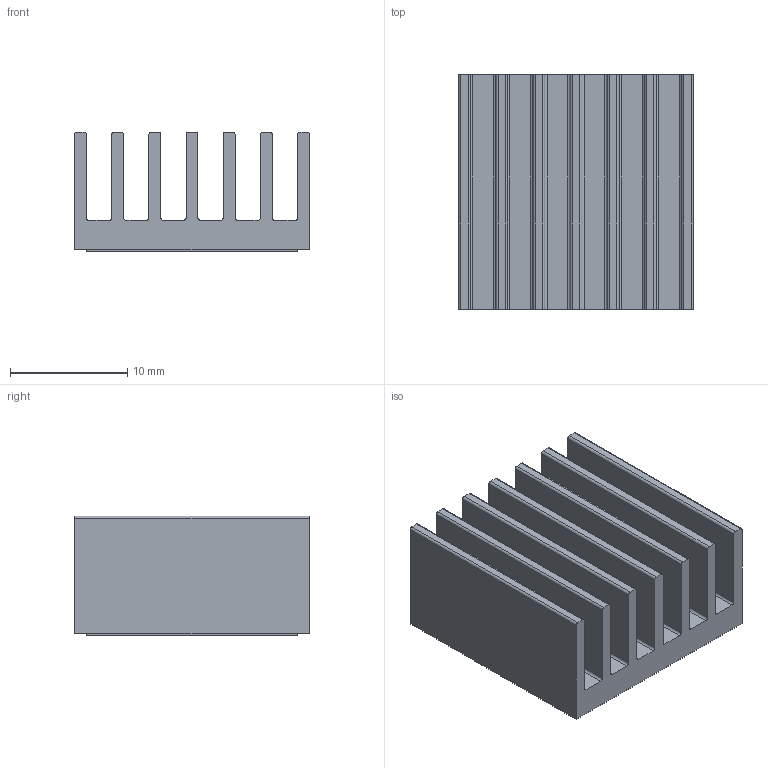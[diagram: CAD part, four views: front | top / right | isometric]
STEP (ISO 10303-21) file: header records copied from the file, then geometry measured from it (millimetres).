
FILE_DESCRIPTION((''),'2;1');
FILE_NAME('40905110102020_ASM','2025-12-15T14:37:02',('ITadmin'),(''),'CREO PARAMETRIC BY PTC INC, 2018050','CREO PARAMETRIC BY PTC INC, 2018050','');
FILE_SCHEMA(('CONFIG_CONTROL_DESIGN'));
Length unit declared in the file: millimetre
Products named in the file (4): 40905110102020-1126; 40905110102020-1127_ASM; PAD; 40905110102020_ASM
Assembly tree (3 placements, depth 3):
  40905110102020_ASM
    40905110102020-1127_ASM
      40905110102020-1126
    PAD
Bounding box: 20 x 20 x 10.2 mm (x, y, z)
Volume: 2114.5 mm3; surface area: 3822.7 mm2
Topology: 2 solids, 2 shells, 62 faces, 174 edges, 116 vertices
Faces by surface type: plane 36, cylinder 26
Entity records: 2124 total; most frequent: DIRECTION 366, CARTESIAN_POINT 360, ORIENTED_EDGE 348, EDGE_CURVE 174, VECTOR 122, LINE 122, AXIS2_PLACEMENT_3D 122, VERTEX_POINT 116
